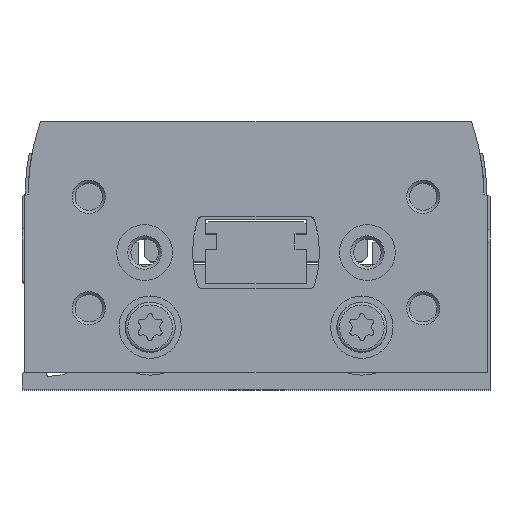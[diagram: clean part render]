
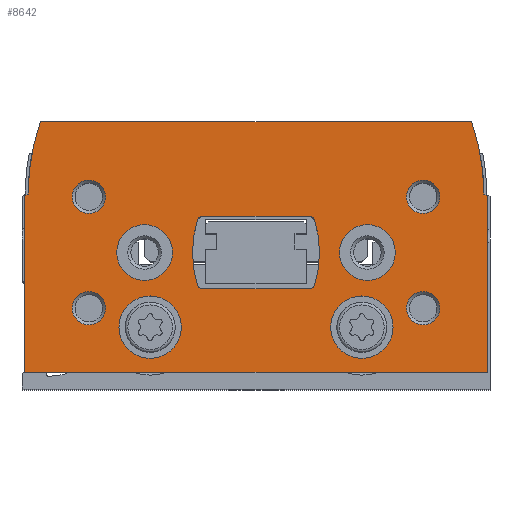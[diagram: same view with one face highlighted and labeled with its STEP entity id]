
A CAD part, top view. The second image highlights one B-rep face of the part: STEP entity #8642.
In plain terms, the highlighted planar face has unit normal (0, 0, 1).
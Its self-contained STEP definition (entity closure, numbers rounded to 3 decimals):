
#402=LINE('',#13389,#883);
#407=LINE('',#13399,#888);
#424=LINE('',#13443,#905);
#430=LINE('',#13455,#911);
#444=LINE('',#13526,#925);
#446=LINE('',#13529,#927);
#447=LINE('',#13555,#928);
#448=LINE('',#13575,#929);
#883=VECTOR('',#10998,1000.);
#888=VECTOR('',#11005,1000.);
#905=VECTOR('',#11040,1000.);
#911=VECTOR('',#11050,1000.);
#925=VECTOR('',#11104,1000.);
#927=VECTOR('',#11108,1000.);
#928=VECTOR('',#11135,1000.);
#929=VECTOR('',#11156,1000.);
#1179=PLANE('',#9378);
#2306=ORIENTED_EDGE('',*,*,#3835,.F.);
#2307=ORIENTED_EDGE('',*,*,#3836,.F.);
#2308=ORIENTED_EDGE('',*,*,#3837,.F.);
#2309=ORIENTED_EDGE('',*,*,#3838,.F.);
#2310=ORIENTED_EDGE('',*,*,#3839,.T.);
#2311=ORIENTED_EDGE('',*,*,#3840,.T.);
#2312=ORIENTED_EDGE('',*,*,#3841,.T.);
#2313=ORIENTED_EDGE('',*,*,#3842,.T.);
#2314=ORIENTED_EDGE('',*,*,#3801,.F.);
#2315=ORIENTED_EDGE('',*,*,#3819,.F.);
#2316=ORIENTED_EDGE('',*,*,#3813,.F.);
#2317=ORIENTED_EDGE('',*,*,#3810,.F.);
#2318=ORIENTED_EDGE('',*,*,#3843,.F.);
#2319=ORIENTED_EDGE('',*,*,#3844,.F.);
#2320=ORIENTED_EDGE('',*,*,#3845,.F.);
#2321=ORIENTED_EDGE('',*,*,#3804,.F.);
#2322=ORIENTED_EDGE('',*,*,#3788,.T.);
#2323=ORIENTED_EDGE('',*,*,#3782,.T.);
#2324=ORIENTED_EDGE('',*,*,#3821,.T.);
#2325=ORIENTED_EDGE('',*,*,#3754,.T.);
#2326=ORIENTED_EDGE('',*,*,#3759,.T.);
#2327=ORIENTED_EDGE('',*,*,#3763,.T.);
#2328=ORIENTED_EDGE('',*,*,#3834,.T.);
#2329=ORIENTED_EDGE('',*,*,#3794,.T.);
#3754=EDGE_CURVE('',#4617,#4616,#402,.T.);
#3759=EDGE_CURVE('',#4616,#4620,#407,.T.);
#3763=EDGE_CURVE('',#4620,#4622,#5156,.T.);
#3782=EDGE_CURVE('',#4636,#4638,#424,.T.);
#3788=EDGE_CURVE('',#4642,#4636,#430,.T.);
#3794=EDGE_CURVE('',#4647,#4642,#5162,.T.);
#3801=EDGE_CURVE('',#4651,#4652,#5165,.T.);
#3804=EDGE_CURVE('',#4652,#4653,#5166,.T.);
#3810=EDGE_CURVE('',#4657,#4658,#5169,.T.);
#3813=EDGE_CURVE('',#4658,#4660,#5170,.T.);
#3819=EDGE_CURVE('',#4660,#4651,#444,.T.);
#3821=EDGE_CURVE('',#4638,#4617,#446,.T.);
#3834=EDGE_CURVE('',#4622,#4647,#447,.T.);
#3835=EDGE_CURVE('',#4676,#4676,#5186,.T.);
#3836=EDGE_CURVE('',#4677,#4677,#5187,.T.);
#3837=EDGE_CURVE('',#4678,#4678,#5188,.T.);
#3838=EDGE_CURVE('',#4679,#4679,#5189,.T.);
#3839=EDGE_CURVE('',#4680,#4680,#5190,.T.);
#3840=EDGE_CURVE('',#4681,#4681,#5191,.T.);
#3841=EDGE_CURVE('',#4682,#4682,#5192,.T.);
#3842=EDGE_CURVE('',#4683,#4683,#5193,.T.);
#3843=EDGE_CURVE('',#4684,#4657,#5194,.T.);
#3844=EDGE_CURVE('',#4685,#4684,#448,.T.);
#3845=EDGE_CURVE('',#4653,#4685,#5195,.T.);
#4616=VERTEX_POINT('',#13388);
#4617=VERTEX_POINT('',#13390);
#4620=VERTEX_POINT('',#13398);
#4622=VERTEX_POINT('',#13405);
#4636=VERTEX_POINT('',#13437);
#4638=VERTEX_POINT('',#13442);
#4642=VERTEX_POINT('',#13453);
#4647=VERTEX_POINT('',#13468);
#4651=VERTEX_POINT('',#13482);
#4652=VERTEX_POINT('',#13484);
#4653=VERTEX_POINT('',#13492);
#4657=VERTEX_POINT('',#13505);
#4658=VERTEX_POINT('',#13507);
#4660=VERTEX_POINT('',#13516);
#4676=VERTEX_POINT('',#13558);
#4677=VERTEX_POINT('',#13560);
#4678=VERTEX_POINT('',#13562);
#4679=VERTEX_POINT('',#13564);
#4680=VERTEX_POINT('',#13566);
#4681=VERTEX_POINT('',#13568);
#4682=VERTEX_POINT('',#13570);
#4683=VERTEX_POINT('',#13572);
#4684=VERTEX_POINT('',#13574);
#4685=VERTEX_POINT('',#13576);
#5156=CIRCLE('',#9335,19.5);
#5162=CIRCLE('',#9347,19.5);
#5165=CIRCLE('',#9351,0.5);
#5166=CIRCLE('',#9353,10.);
#5169=CIRCLE('',#9357,10.);
#5170=CIRCLE('',#9359,0.5);
#5186=CIRCLE('',#9379,2.8);
#5187=CIRCLE('',#9380,2.8);
#5188=CIRCLE('',#9381,2.5);
#5189=CIRCLE('',#9382,2.5);
#5190=CIRCLE('',#9383,1.5);
#5191=CIRCLE('',#9384,1.5);
#5192=CIRCLE('',#9385,1.5);
#5193=CIRCLE('',#9386,1.5);
#5194=CIRCLE('',#9387,0.5);
#5195=CIRCLE('',#9388,0.5);
#5731=EDGE_LOOP('',(#2306));
#5732=EDGE_LOOP('',(#2307));
#5733=EDGE_LOOP('',(#2308));
#5734=EDGE_LOOP('',(#2309));
#5735=EDGE_LOOP('',(#2310));
#5736=EDGE_LOOP('',(#2311));
#5737=EDGE_LOOP('',(#2312));
#5738=EDGE_LOOP('',(#2313));
#5739=EDGE_LOOP('',(#2314,#2315,#2316,#2317,#2318,#2319,#2320,#2321));
#5740=EDGE_LOOP('',(#2322,#2323,#2324,#2325,#2326,#2327,#2328,#2329));
#6398=FACE_BOUND('',#5731,.T.);
#6399=FACE_BOUND('',#5732,.T.);
#6400=FACE_BOUND('',#5733,.T.);
#6401=FACE_BOUND('',#5734,.T.);
#6402=FACE_BOUND('',#5735,.T.);
#6403=FACE_BOUND('',#5736,.T.);
#6404=FACE_BOUND('',#5737,.T.);
#6405=FACE_BOUND('',#5738,.T.);
#6406=FACE_BOUND('',#5739,.T.);
#6407=FACE_BOUND('',#5740,.T.);
#8642=ADVANCED_FACE('',(#6398,#6399,#6400,#6401,#6402,#6403,#6404,#6405,
#6406,#6407),#1179,.T.);
#9335=AXIS2_PLACEMENT_3D('',#13406,#11012,#11013);
#9347=AXIS2_PLACEMENT_3D('',#13467,#11061,#11062);
#9351=AXIS2_PLACEMENT_3D('',#13483,#11072,#11073);
#9353=AXIS2_PLACEMENT_3D('',#13491,#11077,#11078);
#9357=AXIS2_PLACEMENT_3D('',#13506,#11087,#11088);
#9359=AXIS2_PLACEMENT_3D('',#13515,#11092,#11093);
#9378=AXIS2_PLACEMENT_3D('',#13556,#11136,#11137);
#9379=AXIS2_PLACEMENT_3D('',#13557,#11138,#11139);
#9380=AXIS2_PLACEMENT_3D('',#13559,#11140,#11141);
#9381=AXIS2_PLACEMENT_3D('',#13561,#11142,#11143);
#9382=AXIS2_PLACEMENT_3D('',#13563,#11144,#11145);
#9383=AXIS2_PLACEMENT_3D('',#13565,#11146,#11147);
#9384=AXIS2_PLACEMENT_3D('',#13567,#11148,#11149);
#9385=AXIS2_PLACEMENT_3D('',#13569,#11150,#11151);
#9386=AXIS2_PLACEMENT_3D('',#13571,#11152,#11153);
#9387=AXIS2_PLACEMENT_3D('',#13573,#11154,#11155);
#9388=AXIS2_PLACEMENT_3D('',#13577,#11157,#11158);
#10998=DIRECTION('',(0.,1.,0.));
#11005=DIRECTION('',(-0.866,0.5,0.));
#11012=DIRECTION('',(0.,0.,1.));
#11013=DIRECTION('',(1.,0.,0.));
#11040=DIRECTION('',(0.,-1.,0.));
#11050=DIRECTION('',(-0.866,-0.5,0.));
#11061=DIRECTION('',(0.,0.,1.));
#11062=DIRECTION('',(1.,0.,0.));
#11072=DIRECTION('',(0.,0.,1.));
#11073=DIRECTION('',(1.,0.,0.));
#11077=DIRECTION('',(0.,0.,1.));
#11078=DIRECTION('',(1.,0.,0.));
#11087=DIRECTION('',(0.,0.,1.));
#11088=DIRECTION('',(1.,0.,0.));
#11092=DIRECTION('',(0.,0.,1.));
#11093=DIRECTION('',(1.,0.,0.));
#11104=DIRECTION('',(-1.,0.,0.));
#11108=DIRECTION('',(1.,0.,0.));
#11135=DIRECTION('',(-1.,0.,0.));
#11136=DIRECTION('',(0.,0.,1.));
#11137=DIRECTION('',(1.,0.,0.));
#11138=DIRECTION('',(0.,0.,1.));
#11139=DIRECTION('',(1.,0.,0.));
#11140=DIRECTION('',(0.,0.,1.));
#11141=DIRECTION('',(1.,0.,0.));
#11142=DIRECTION('',(0.,0.,1.));
#11143=DIRECTION('',(1.,0.,0.));
#11144=DIRECTION('',(0.,0.,1.));
#11145=DIRECTION('',(1.,0.,0.));
#11146=DIRECTION('',(0.,0.,-1.));
#11147=DIRECTION('',(-1.,0.,0.));
#11148=DIRECTION('',(0.,0.,-1.));
#11149=DIRECTION('',(-1.,0.,0.));
#11150=DIRECTION('',(0.,0.,-1.));
#11151=DIRECTION('',(-1.,0.,0.));
#11152=DIRECTION('',(0.,0.,-1.));
#11153=DIRECTION('',(-1.,0.,0.));
#11154=DIRECTION('',(0.,0.,1.));
#11155=DIRECTION('',(1.,0.,0.));
#11156=DIRECTION('',(1.,0.,0.));
#11157=DIRECTION('',(0.,0.,1.));
#11158=DIRECTION('',(1.,0.,0.));
#13388=CARTESIAN_POINT('',(20.75,15.827,0.));
#13389=CARTESIAN_POINT('',(20.75,0.,0.));
#13390=CARTESIAN_POINT('',(20.75,0.,0.));
#13398=CARTESIAN_POINT('',(20.45,16.,0.));
#13399=CARTESIAN_POINT('',(20.75,15.827,0.));
#13405=CARTESIAN_POINT('',(19.335,22.5,0.));
#13406=CARTESIAN_POINT('',(0.95,16.,0.));
#13437=CARTESIAN_POINT('',(-20.75,15.827,0.));
#13442=CARTESIAN_POINT('',(-20.75,0.,0.));
#13443=CARTESIAN_POINT('',(-20.75,15.827,0.));
#13453=CARTESIAN_POINT('',(-20.45,16.,0.));
#13455=CARTESIAN_POINT('',(-20.45,16.,0.));
#13467=CARTESIAN_POINT('',(-0.95,16.,0.));
#13468=CARTESIAN_POINT('',(-19.335,22.5,0.));
#13482=CARTESIAN_POINT('',(-4.793,14.,0.));
#13483=CARTESIAN_POINT('',(-4.793,13.5,0.));
#13484=CARTESIAN_POINT('',(-5.272,13.645,0.));
#13491=CARTESIAN_POINT('',(4.3,10.75,0.));
#13492=CARTESIAN_POINT('',(-5.272,7.855,0.));
#13505=CARTESIAN_POINT('',(5.272,7.855,0.));
#13506=CARTESIAN_POINT('',(-4.3,10.75,0.));
#13507=CARTESIAN_POINT('',(5.272,13.645,0.));
#13515=CARTESIAN_POINT('',(4.793,13.5,0.));
#13516=CARTESIAN_POINT('',(4.793,14.,0.));
#13526=CARTESIAN_POINT('',(4.793,14.,0.));
#13529=CARTESIAN_POINT('',(-20.75,0.,0.));
#13555=CARTESIAN_POINT('',(19.335,22.5,0.));
#13556=CARTESIAN_POINT('',(0.95,16.,0.));
#13557=CARTESIAN_POINT('',(-9.5,4.05,0.));
#13558=CARTESIAN_POINT('',(-6.7,4.05,0.));
#13559=CARTESIAN_POINT('',(9.5,4.05,0.));
#13560=CARTESIAN_POINT('',(12.3,4.05,0.));
#13561=CARTESIAN_POINT('',(-10.,10.75,0.));
#13562=CARTESIAN_POINT('',(-7.5,10.75,0.));
#13563=CARTESIAN_POINT('',(10.,10.75,0.));
#13564=CARTESIAN_POINT('',(12.5,10.75,0.));
#13565=CARTESIAN_POINT('',(15.,5.75,0.));
#13566=CARTESIAN_POINT('',(13.5,5.75,0.));
#13567=CARTESIAN_POINT('',(-15.,5.75,0.));
#13568=CARTESIAN_POINT('',(-16.5,5.75,0.));
#13569=CARTESIAN_POINT('',(-15.,15.75,0.));
#13570=CARTESIAN_POINT('',(-16.5,15.75,0.));
#13571=CARTESIAN_POINT('',(15.,15.75,0.));
#13572=CARTESIAN_POINT('',(13.5,15.75,0.));
#13573=CARTESIAN_POINT('',(4.793,8.,0.));
#13574=CARTESIAN_POINT('',(4.793,7.5,0.));
#13575=CARTESIAN_POINT('',(-4.793,7.5,0.));
#13576=CARTESIAN_POINT('',(-4.793,7.5,0.));
#13577=CARTESIAN_POINT('',(-4.793,8.,0.));
